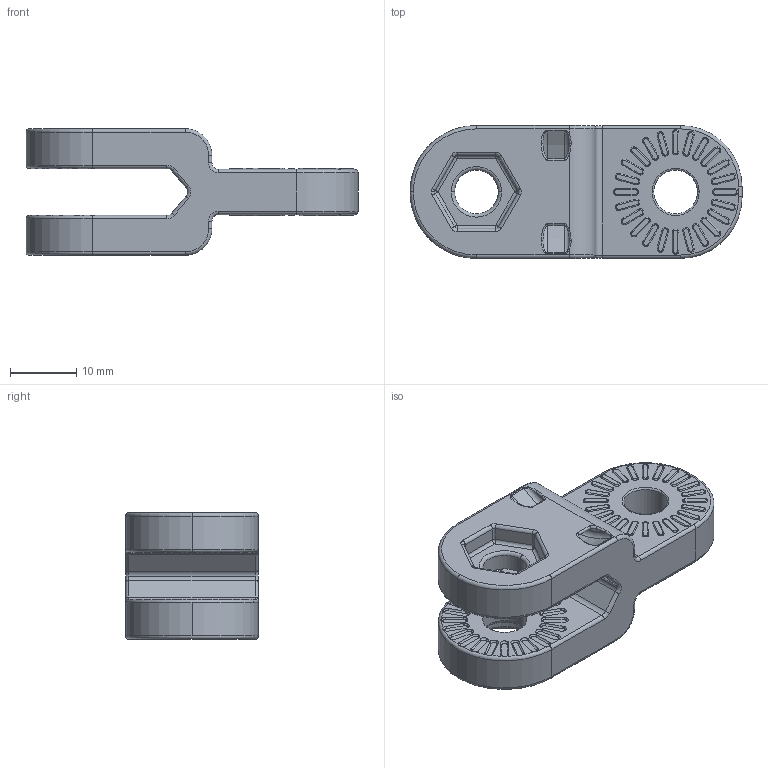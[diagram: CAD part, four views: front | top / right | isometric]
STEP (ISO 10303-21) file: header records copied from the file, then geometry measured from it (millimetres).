
FILE_DESCRIPTION (( 'STEP AP214' ), '1' );
FILE_NAME ('mfLink.STEP', '2018-11-16T15:04:21', ( '' ), ( '' ), 'SwSTEP 2.0', 'SolidWorks 2017', '' );
FILE_SCHEMA (( 'AUTOMOTIVE_DESIGN' ));
Length unit declared in the file: millimetre
Products named in the file (1): mfLink
Bounding box: 50 x 20 x 19.05 mm (x, y, z)
Volume: 8179.2 mm3; surface area: 4697.8 mm2
Topology: 1 solids, 1 shells, 756 faces, 1932 edges, 1242 vertices
Faces by surface type: torus 339, cylinder 269, plane 117, bspline 24, sphere 7
Entity records: 24648 total; most frequent: CARTESIAN_POINT 5274, DIRECTION 4644, ORIENTED_EDGE 3856, AXIS2_PLACEMENT_3D 2062, EDGE_CURVE 1928, CIRCLE 1329, VERTEX_POINT 1242, EDGE_LOOP 834
